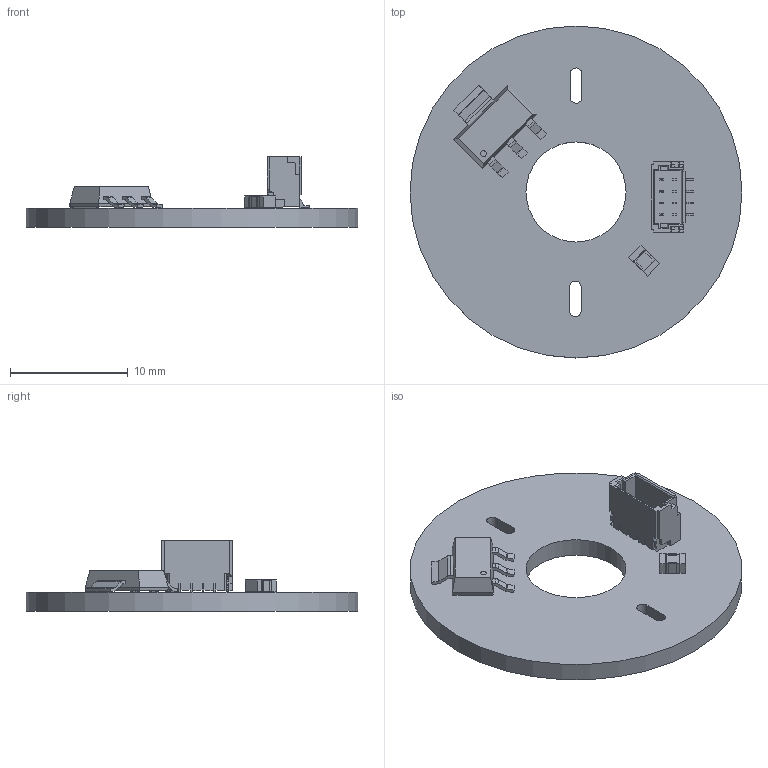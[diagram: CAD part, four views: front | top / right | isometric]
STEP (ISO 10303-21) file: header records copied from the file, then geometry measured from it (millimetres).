
FILE_DESCRIPTION(('KiCad electronic assembly'),'2;1');
FILE_NAME('pixel-pump-motor-board.step','2021-08-03T12:18:18',('Pcbnew') ,('Kicad'),'Open CASCADE STEP processor 7.5','KiCad to STEP converter' ,'Unknown');
FILE_SCHEMA(('AUTOMOTIVE_DESIGN { 1 0 10303 214 1 1 1 1 }'));
Length unit declared in the file: millimetre
Products named in the file (8): pixel-pump-motor-board 1; 250X15W104MV4E; COMPOUND; STN4NF20L; BM04B-SRSS-TB-LF--SN---3DModel-STEP-56544
Assembly tree (7 placements, depth 3):
  pixel-pump-motor-board 1
    250X15W104MV4E
      COMPOUND
    STN4NF20L
      COMPOUND
    BM04B-SRSS-TB-LF--SN---3DModel-STEP-56544
      COMPOUND
    COMPOUND
Bounding box: 28.2 x 28.2 x 6 mm (x, y, z)
Volume: 976.9 mm3; surface area: 1660.9 mm2
Topology: 28 solids, 28 shells, 418 faces, 1032 edges, 674 vertices
Faces by surface type: bspline 406, cylinder 6, plane 6
Full cylindrical faces by diameter (mm): 8.5 x1, 28.2 x1
Entity records: 23350 total; most frequent: CARTESIAN_POINT 8884, B_SPLINE_CURVE_WITH_KNOTS 2846, ORIENTED_EDGE 2064, PCURVE 2064, DEFINITIONAL_REPRESENTATION 2064, EDGE_CURVE 1032, SURFACE_CURVE 1030, VERTEX_POINT 674
